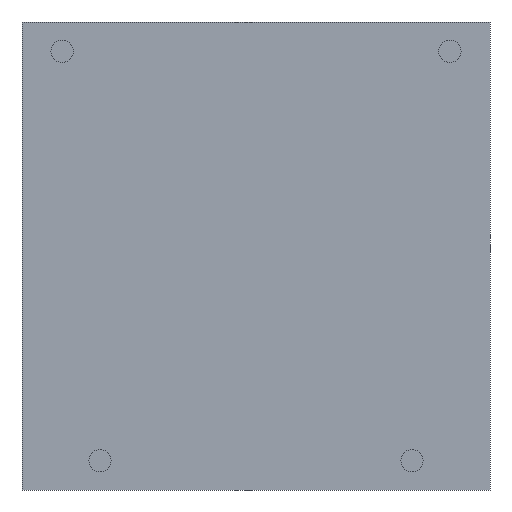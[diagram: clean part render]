
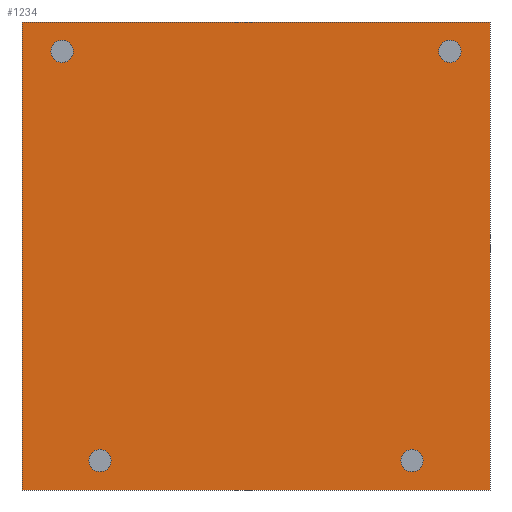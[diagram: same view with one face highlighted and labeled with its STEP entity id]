
A CAD part, front view. The second image highlights one B-rep face of the part: STEP entity #1234.
In plain terms, the highlighted planar face has unit normal (0, -1, 0).
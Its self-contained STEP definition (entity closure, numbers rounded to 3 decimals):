
#26 = VECTOR ( 'NONE', #1323, 1000. ) ;
#38 = FACE_BOUND ( 'NONE', #1509, .T. ) ;
#67 = CIRCLE ( 'NONE', #585, 2.5 ) ;
#91 = DIRECTION ( 'NONE',  ( 0., -1., 0. ) ) ;
#121 = VERTEX_POINT ( 'NONE', #1340 ) ;
#206 = ORIENTED_EDGE ( 'NONE', *, *, #567, .F. ) ;
#245 = EDGE_CURVE ( 'NONE', #1315, #1383, #720, .T. ) ;
#260 = CARTESIAN_POINT ( 'NONE',  ( 0., 0., 0. ) ) ;
#272 = VERTEX_POINT ( 'NONE', #950 ) ;
#319 = DIRECTION ( 'NONE',  ( 0., 0., -1. ) ) ;
#334 = CARTESIAN_POINT ( 'NONE',  ( 105., 0., 0. ) ) ;
#345 = EDGE_CURVE ( 'NONE', #121, #121, #1245, .T. ) ;
#354 = DIRECTION ( 'NONE',  ( 0., -1., 0. ) ) ;
#388 = PLANE ( 'NONE',  #1087 ) ;
#389 = CIRCLE ( 'NONE', #597, 2.5 ) ;
#405 = DIRECTION ( 'NONE',  ( 0., 0., 1. ) ) ;
#413 = CARTESIAN_POINT ( 'NONE',  ( 17.5, 0., -100.9 ) ) ;
#446 = CARTESIAN_POINT ( 'NONE',  ( 105., 0., 0. ) ) ;
#500 = ORIENTED_EDGE ( 'NONE', *, *, #245, .F. ) ;
#506 = ORIENTED_EDGE ( 'NONE', *, *, #345, .F. ) ;
#511 = LINE ( 'NONE', #864, #565 ) ;
#518 = ORIENTED_EDGE ( 'NONE', *, *, #946, .F. ) ;
#524 = CARTESIAN_POINT ( 'NONE',  ( 9., 0., -9.1 ) ) ;
#550 = DIRECTION ( 'NONE',  ( 0., -1., 0. ) ) ;
#554 = VERTEX_POINT ( 'NONE', #334 ) ;
#565 = VECTOR ( 'NONE', #405, 1000. ) ;
#567 = EDGE_CURVE ( 'NONE', #554, #1315, #1451, .T. ) ;
#585 = AXIS2_PLACEMENT_3D ( 'NONE', #1384, #91, #319 ) ;
#597 = AXIS2_PLACEMENT_3D ( 'NONE', #816, #354, #922 ) ;
#625 = DIRECTION ( 'NONE',  ( 0., 0., -1. ) ) ;
#627 = FACE_OUTER_BOUND ( 'NONE', #1046, .T. ) ;
#677 = DIRECTION ( 'NONE',  ( 0., 0., -1. ) ) ;
#683 = VECTOR ( 'NONE', #919, 1000. ) ;
#704 = ORIENTED_EDGE ( 'NONE', *, *, #1401, .F. ) ;
#705 = DIRECTION ( 'NONE',  ( 1., 0., 0. ) ) ;
#717 = VECTOR ( 'NONE', #705, 1000. ) ;
#720 = LINE ( 'NONE', #1075, #26 ) ;
#730 = DIRECTION ( 'NONE',  ( 0., -1., 0. ) ) ;
#756 = CARTESIAN_POINT ( 'NONE',  ( 87.5, 0., -100.9 ) ) ;
#763 = AXIS2_PLACEMENT_3D ( 'NONE', #1203, #730, #1195 ) ;
#816 = CARTESIAN_POINT ( 'NONE',  ( 87.5, 0., -98.4 ) ) ;
#851 = EDGE_LOOP ( 'NONE', ( #863 ) ) ;
#863 = ORIENTED_EDGE ( 'NONE', *, *, #1044, .F. ) ;
#864 = CARTESIAN_POINT ( 'NONE',  ( 0., 0., 0. ) ) ;
#888 = FACE_BOUND ( 'NONE', #935, .T. ) ;
#906 = LINE ( 'NONE', #947, #717 ) ;
#919 = DIRECTION ( 'NONE',  ( 0., 0., -1. ) ) ;
#922 = DIRECTION ( 'NONE',  ( 0., 0., -1. ) ) ;
#935 = EDGE_LOOP ( 'NONE', ( #518 ) ) ;
#946 = EDGE_CURVE ( 'NONE', #1370, #1370, #67, .T. ) ;
#947 = CARTESIAN_POINT ( 'NONE',  ( 0., 0., 0. ) ) ;
#950 = CARTESIAN_POINT ( 'NONE',  ( 0., 0., 0. ) ) ;
#959 = ORIENTED_EDGE ( 'NONE', *, *, #1072, .F. ) ;
#981 = EDGE_CURVE ( 'NONE', #1387, #1387, #1325, .T. ) ;
#1038 = CARTESIAN_POINT ( 'NONE',  ( 105., 0., -105. ) ) ;
#1044 = EDGE_CURVE ( 'NONE', #1483, #1483, #389, .T. ) ;
#1046 = EDGE_LOOP ( 'NONE', ( #704, #500, #206, #959 ) ) ;
#1072 = EDGE_CURVE ( 'NONE', #272, #554, #906, .T. ) ;
#1073 = DIRECTION ( 'NONE',  ( 0., -1., 0. ) ) ;
#1075 = CARTESIAN_POINT ( 'NONE',  ( 0., 0., -105. ) ) ;
#1087 = AXIS2_PLACEMENT_3D ( 'NONE', #260, #1073, #625 ) ;
#1091 = CARTESIAN_POINT ( 'NONE',  ( 0., 0., -105. ) ) ;
#1168 = FACE_BOUND ( 'NONE', #851, .T. ) ;
#1195 = DIRECTION ( 'NONE',  ( 0., 0., -1. ) ) ;
#1203 = CARTESIAN_POINT ( 'NONE',  ( 96., 0., -6.6 ) ) ;
#1213 = AXIS2_PLACEMENT_3D ( 'NONE', #1374, #550, #677 ) ;
#1234 = ADVANCED_FACE ( 'NONE', ( #1168, #1240, #38, #888, #627 ), #388, .T. ) ;
#1240 = FACE_BOUND ( 'NONE', #1421, .T. ) ;
#1245 = CIRCLE ( 'NONE', #763, 2.5 ) ;
#1248 = ORIENTED_EDGE ( 'NONE', *, *, #981, .F. ) ;
#1315 = VERTEX_POINT ( 'NONE', #1038 ) ;
#1323 = DIRECTION ( 'NONE',  ( -1., 0., 0. ) ) ;
#1325 = CIRCLE ( 'NONE', #1213, 2.5 ) ;
#1340 = CARTESIAN_POINT ( 'NONE',  ( 96., 0., -9.1 ) ) ;
#1370 = VERTEX_POINT ( 'NONE', #524 ) ;
#1374 = CARTESIAN_POINT ( 'NONE',  ( 17.5, 0., -98.4 ) ) ;
#1383 = VERTEX_POINT ( 'NONE', #1091 ) ;
#1384 = CARTESIAN_POINT ( 'NONE',  ( 9., 0., -6.6 ) ) ;
#1387 = VERTEX_POINT ( 'NONE', #413 ) ;
#1401 = EDGE_CURVE ( 'NONE', #1383, #272, #511, .T. ) ;
#1421 = EDGE_LOOP ( 'NONE', ( #1248 ) ) ;
#1451 = LINE ( 'NONE', #446, #683 ) ;
#1483 = VERTEX_POINT ( 'NONE', #756 ) ;
#1509 = EDGE_LOOP ( 'NONE', ( #506 ) ) ;
